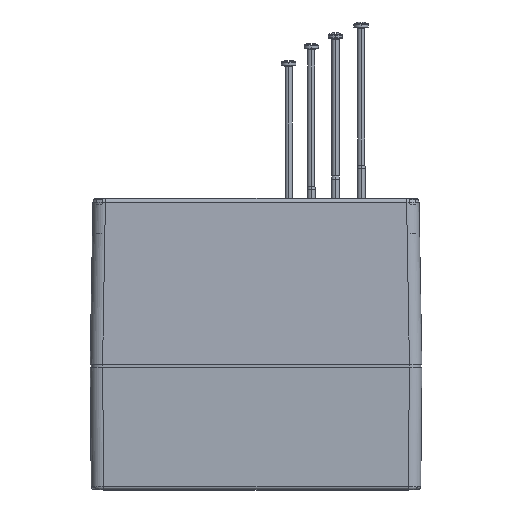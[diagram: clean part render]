
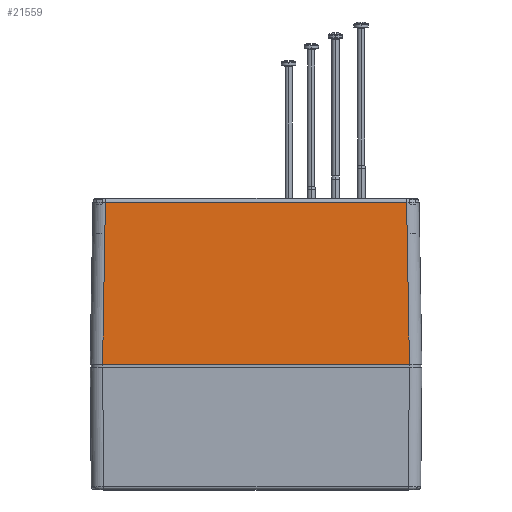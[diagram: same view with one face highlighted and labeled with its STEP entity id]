
A CAD part, top view. The second image highlights one B-rep face of the part: STEP entity #21559.
In plain terms, the highlighted face is planar.
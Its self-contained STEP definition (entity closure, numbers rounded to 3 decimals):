
#1121 = VERTEX_POINT ( 'NONE', #11052 ) ;
#5855 = VERTEX_POINT ( 'NONE', #39093 ) ;
#6181 = VERTEX_POINT ( 'NONE', #40226 ) ;
#6256 = EDGE_CURVE ( 'NONE', #5855, #6181, #40379, .T. ) ;
#11052 = CARTESIAN_POINT ( 'NONE',  ( -72.639, -78.035, 58.638 ) ) ;
#18806 = ORIENTED_EDGE ( 'NONE', *, *, #20965, .T. ) ;
#20965 = EDGE_CURVE ( 'NONE', #1121, #37128, #26397, .T. ) ;
#21068 = EDGE_LOOP ( 'NONE', ( #21112, #18806, #24141, #24113 ) ) ;
#21112 = ORIENTED_EDGE ( 'NONE', *, *, #21176, .T. ) ;
#21176 = EDGE_CURVE ( 'NONE', #5855, #1121, #26418, .T. ) ;
#21559 = ADVANCED_FACE ( 'NONE', ( #26600 ), #26585, .T. ) ;
#24113 = ORIENTED_EDGE ( 'NONE', *, *, #6256, .F. ) ;
#24116 = EDGE_CURVE ( 'NONE', #37128, #6181, #27223, .T. ) ;
#24141 = ORIENTED_EDGE ( 'NONE', *, *, #24116, .T. ) ;
#26391 = DIRECTION ( 'NONE',  ( 1., 0., 0. ) ) ;
#26392 = VECTOR ( 'NONE', #26391, 1000. ) ;
#26393 = CARTESIAN_POINT ( 'NONE',  ( -80., -78.035, 58.638 ) ) ;
#26397 = LINE ( 'NONE', #26393, #26392 ) ;
#26411 = DIRECTION ( 'NONE',  ( 0.017, -1., -0.017 ) ) ;
#26412 = VECTOR ( 'NONE', #26411, 1000. ) ;
#26413 = CARTESIAN_POINT ( 'NONE',  ( -74.003, 0.105, 60.002 ) ) ;
#26418 = LINE ( 'NONE', #26413, #26412 ) ;
#26585 = PLANE ( 'NONE',  #26599 ) ;
#26594 = DIRECTION ( 'NONE',  ( 0., -1., -0.017 ) ) ;
#26595 = DIRECTION ( 'NONE',  ( 0., -0.017, 1. ) ) ;
#26596 = CARTESIAN_POINT ( 'NONE',  ( -80., 0., 60. ) ) ;
#26599 = AXIS2_PLACEMENT_3D ( 'NONE', #26596, #26595, #26594 ) ;
#26600 = FACE_OUTER_BOUND ( 'NONE', #21068, .T. ) ;
#27220 = DIRECTION ( 'NONE',  ( 0.017, 1., 0.017 ) ) ;
#27221 = VECTOR ( 'NONE', #27220, 1000. ) ;
#27222 = CARTESIAN_POINT ( 'NONE',  ( 73.954, -2.686, 59.953 ) ) ;
#27223 = LINE ( 'NONE', #27222, #27221 ) ;
#29894 = CARTESIAN_POINT ( 'NONE',  ( 72.639, -78.035, 58.638 ) ) ;
#37128 = VERTEX_POINT ( 'NONE', #29894 ) ;
#39093 = CARTESIAN_POINT ( 'NONE',  ( -74.001, 0., 60. ) ) ;
#40226 = CARTESIAN_POINT ( 'NONE',  ( 74.001, 0., 60. ) ) ;
#40376 = DIRECTION ( 'NONE',  ( 1., 0., 0. ) ) ;
#40377 = VECTOR ( 'NONE', #40376, 1000. ) ;
#40378 = CARTESIAN_POINT ( 'NONE',  ( -80., 0., 60. ) ) ;
#40379 = LINE ( 'NONE', #40378, #40377 ) ;
